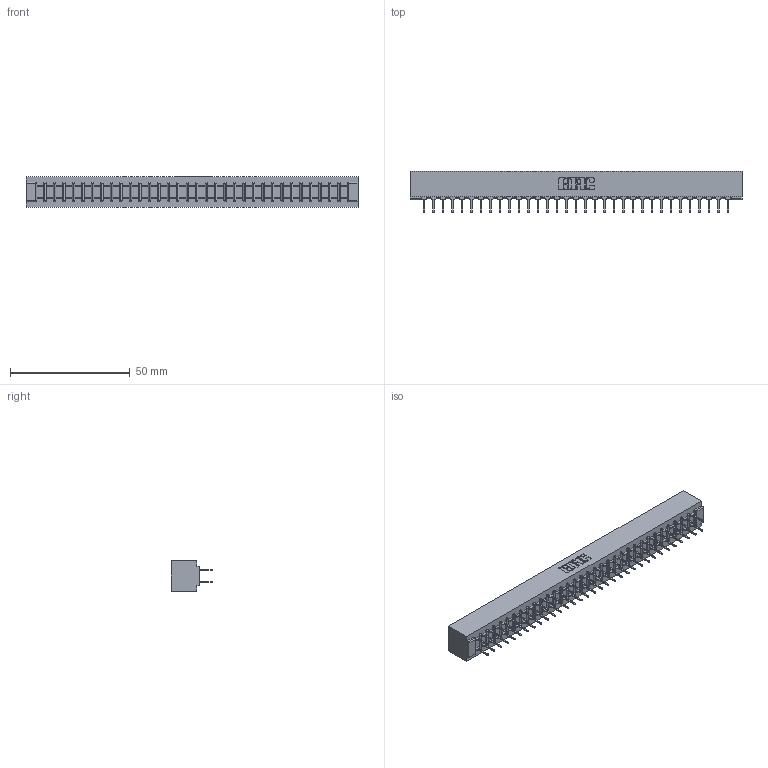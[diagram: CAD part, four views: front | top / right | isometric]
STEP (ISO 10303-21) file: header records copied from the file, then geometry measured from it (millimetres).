
FILE_DESCRIPTION (( 'STEP AP203' ), '1' );
FILE_NAME ('307-066-524-201.STEP', '2019-09-06T18:03:54', ( '' ), ( '' ), 'SwSTEP 2.0', 'SolidWorks 2016', '' );
FILE_SCHEMA (( 'CONFIG_CONTROL_DESIGN' ));
Length unit declared in the file: inch
Products named in the file (3): 307-290-001_524; 307-066-524-201; 307 Part_No Mounting Lugs
Assembly tree (67 placements, depth 2):
  307-066-524-201
    307 Part_No Mounting Lugs
    307-290-001_524  x66
Bounding box: 138.63 x 17.42 x 12.7 mm (x, y, z)
Volume: 15204.4 mm3; surface area: 18511.3 mm2
Topology: 67 solids, 67 shells, 3180 faces, 8879 edges, 5738 vertices
Faces by surface type: plane 2112, cylinder 1000, sphere 68
Entity records: 30146 total; most frequent: CARTESIAN_POINT 4929, ORIENTED_EDGE 4882, DIRECTION 4831, EDGE_CURVE 2441, LINE 1871, VECTOR 1871, VERTEX_POINT 1578, AXIS2_PLACEMENT_3D 1480
